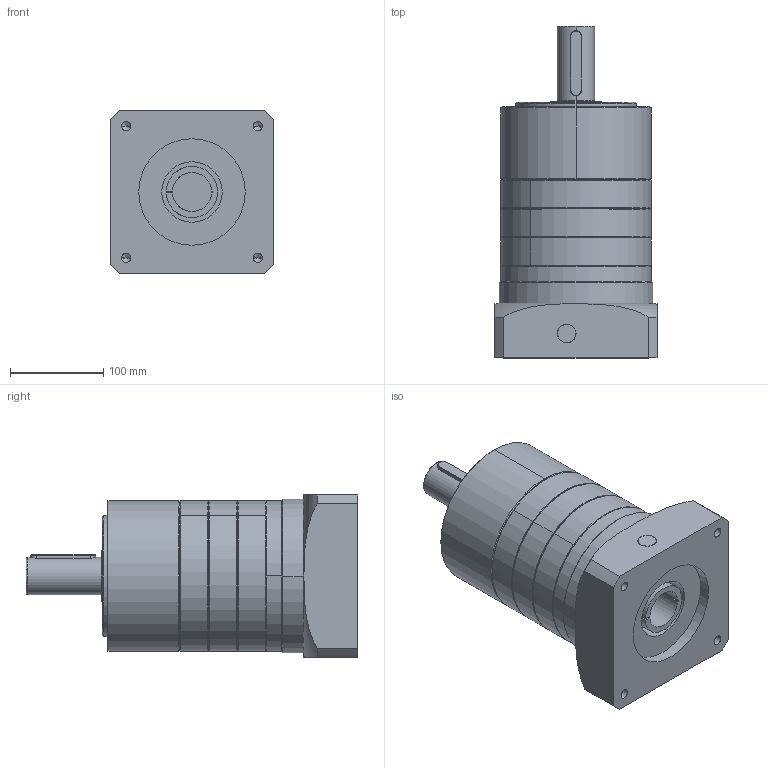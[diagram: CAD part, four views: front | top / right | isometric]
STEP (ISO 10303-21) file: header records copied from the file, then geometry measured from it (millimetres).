
FILE_DESCRIPTION (( 'STEP AP203' ), '1' );
FILE_NAME ('P2E160-L3-175-5.step', '2021-03-14T08:18:07', ( '' ), ( '' ), 'SwSTEP 2.0', 'SolidWorks 2016', '' );
FILE_SCHEMA (( 'CONFIG_CONTROL_DESIGN' ));
Length unit declared in the file: millimetre
Products named in the file (7): P2E160-L3-175-5; 螺塞盖; 160输入级AQA175-345; 160怀堤粣; 160ヶ儂裔E; 160笢潔撰-L3; 160坶踡輸AQA175-5
Assembly tree (6 placements, depth 2):
  P2E160-L3-175-5
    160怀堤粣
    160笢潔撰-L3
    160输入级AQA175-345
    160坶踡輸AQA175-5
    螺塞盖
    160ヶ儂裔E
Bounding box: 175 x 356.5 x 175 mm (x, y, z)
Volume: 6040240.7 mm3; surface area: 340249.1 mm2
Topology: 6 solids, 6 shells, 159 faces, 350 edges, 205 vertices
Faces by surface type: cylinder 65, plane 39, cone 37, torus 18
Entity records: 5473 total; most frequent: CARTESIAN_POINT 1221, DIRECTION 822, ORIENTED_EDGE 664, AXIS2_PLACEMENT_3D 342, EDGE_CURVE 332, VERTEX_POINT 205, EDGE_LOOP 183, CIRCLE 174
